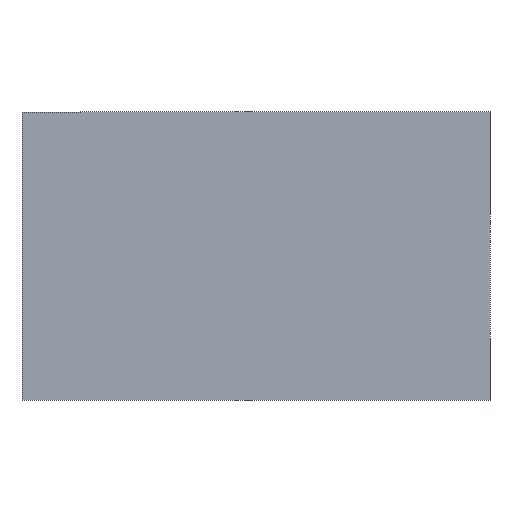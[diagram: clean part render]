
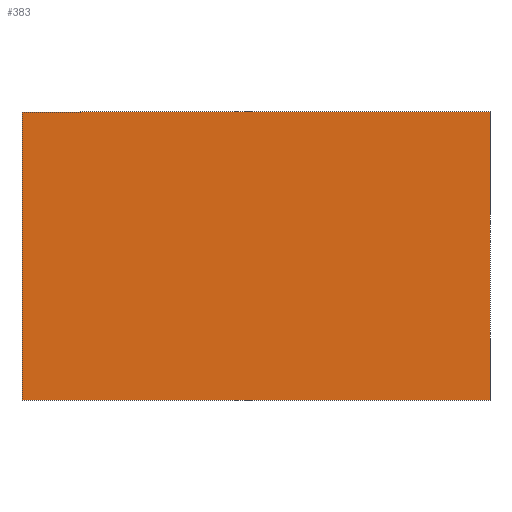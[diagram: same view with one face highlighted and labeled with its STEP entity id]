
A CAD part, front view. The second image highlights one B-rep face of the part: STEP entity #383.
In plain terms, the highlighted planar face has unit normal (0, -1, 0).
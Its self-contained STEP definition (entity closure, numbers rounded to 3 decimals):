
#193 = CARTESIAN_POINT ( 'NONE',  ( -0.5, -0.6, 0.7 ) ) ;
#368 = EDGE_LOOP ( 'NONE', ( #3769, #2753, #3866, #2914 ) ) ;
#383 = ADVANCED_FACE ( 'NONE', ( #2099 ), #1703, .F. ) ;
#688 = AXIS2_PLACEMENT_3D ( 'NONE', #739, #2361, #2075 ) ;
#739 = CARTESIAN_POINT ( 'NONE',  ( 0., -0.6, 0. ) ) ;
#823 = LINE ( 'NONE', #2180, #2125 ) ;
#893 = EDGE_CURVE ( 'NONE', #1406, #3323, #1827, .T. ) ;
#901 = CARTESIAN_POINT ( 'NONE',  ( 25.5, -0.6, 0.7 ) ) ;
#1048 = VECTOR ( 'NONE', #1237, 1000. ) ;
#1237 = DIRECTION ( 'NONE',  ( 0., 0., -1. ) ) ;
#1256 = VERTEX_POINT ( 'NONE', #2845 ) ;
#1392 = VECTOR ( 'NONE', #4328, 1000. ) ;
#1406 = VERTEX_POINT ( 'NONE', #4100 ) ;
#1473 = CARTESIAN_POINT ( 'NONE',  ( 25.5, -0.6, 0.7 ) ) ;
#1561 = DIRECTION ( 'NONE',  ( -1., 0., 0. ) ) ;
#1703 = PLANE ( 'NONE',  #688 ) ;
#1827 = LINE ( 'NONE', #1473, #1048 ) ;
#1988 = EDGE_CURVE ( 'NONE', #1256, #3929, #823, .T. ) ;
#2075 = DIRECTION ( 'NONE',  ( 0., 0., 1. ) ) ;
#2099 = FACE_OUTER_BOUND ( 'NONE', #368, .T. ) ;
#2110 = CARTESIAN_POINT ( 'NONE',  ( 25.5, -0.6, -15.3 ) ) ;
#2125 = VECTOR ( 'NONE', #3511, 1000. ) ;
#2180 = CARTESIAN_POINT ( 'NONE',  ( -0.5, -0.6, 0.7 ) ) ;
#2361 = DIRECTION ( 'NONE',  ( 0., 1., 0. ) ) ;
#2753 = ORIENTED_EDGE ( 'NONE', *, *, #3377, .F. ) ;
#2845 = CARTESIAN_POINT ( 'NONE',  ( -0.5, -0.6, -15.3 ) ) ;
#2914 = ORIENTED_EDGE ( 'NONE', *, *, #3081, .F. ) ;
#3081 = EDGE_CURVE ( 'NONE', #3323, #1256, #4249, .T. ) ;
#3323 = VERTEX_POINT ( 'NONE', #2110 ) ;
#3377 = EDGE_CURVE ( 'NONE', #3929, #1406, #3635, .T. ) ;
#3511 = DIRECTION ( 'NONE',  ( 0., 0., 1. ) ) ;
#3635 = LINE ( 'NONE', #901, #1392 ) ;
#3769 = ORIENTED_EDGE ( 'NONE', *, *, #893, .F. ) ;
#3866 = ORIENTED_EDGE ( 'NONE', *, *, #1988, .F. ) ;
#3890 = CARTESIAN_POINT ( 'NONE',  ( 25.5, -0.6, -15.3 ) ) ;
#3929 = VERTEX_POINT ( 'NONE', #193 ) ;
#4100 = CARTESIAN_POINT ( 'NONE',  ( 25.5, -0.6, 0.7 ) ) ;
#4249 = LINE ( 'NONE', #3890, #4367 ) ;
#4328 = DIRECTION ( 'NONE',  ( 1., 0., 0. ) ) ;
#4367 = VECTOR ( 'NONE', #1561, 1000. ) ;
